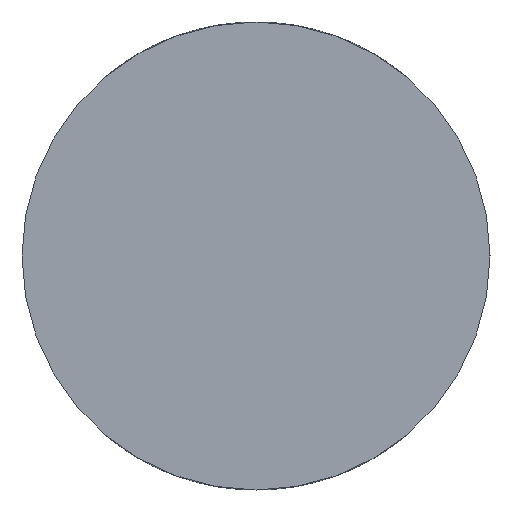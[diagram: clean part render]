
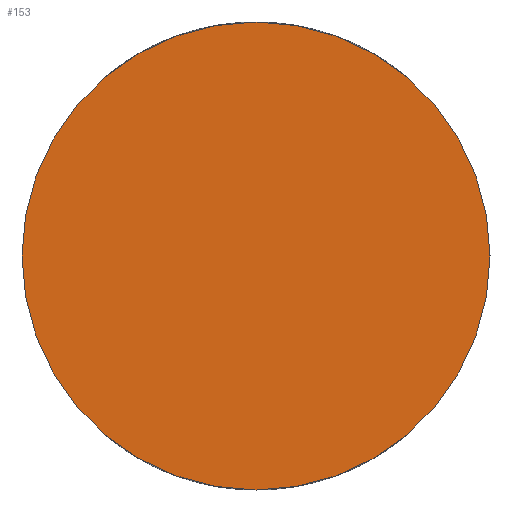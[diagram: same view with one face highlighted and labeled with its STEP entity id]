
A CAD part, left-side view. The second image highlights one B-rep face of the part: STEP entity #153.
In plain terms, the highlighted planar face has unit normal (-1, 0, 0).
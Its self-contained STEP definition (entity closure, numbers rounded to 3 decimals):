
#130=CARTESIAN_POINT('Axis2P3D Location',(0.,0.,0.)) ;
#135=CARTESIAN_POINT('Axis2P3D Location',(0.,0.,0.)) ;
#139=CARTESIAN_POINT('Vertex',(0.,-6.,0.)) ;
#141=CARTESIAN_POINT('Vertex',(0.,6.,0.)) ;
#144=CARTESIAN_POINT('Axis2P3D Location',(0.,0.,0.)) ;
#131=DIRECTION('Axis2P3D Direction',(1.,0.,0.)) ;
#132=DIRECTION('Axis2P3D XDirection',(0.,1.,0.)) ;
#136=DIRECTION('Axis2P3D Direction',(1.,0.,0.)) ;
#145=DIRECTION('Axis2P3D Direction',(1.,0.,0.)) ;
#133=AXIS2_PLACEMENT_3D('Plane Axis2P3D',#130,#131,#132) ;
#137=AXIS2_PLACEMENT_3D('Circle Axis2P3D',#135,#136,$) ;
#146=AXIS2_PLACEMENT_3D('Circle Axis2P3D',#144,#145,$) ;
#150=ORIENTED_EDGE('',*,*,#143,.F.) ;
#151=ORIENTED_EDGE('',*,*,#148,.F.) ;
#153=ADVANCED_FACE('Corps principal',(#152),#134,.F.) ;
#138=CIRCLE('generated circle',#137,6.) ;
#147=CIRCLE('generated circle',#146,6.) ;
#143=EDGE_CURVE('',#140,#142,#138,.T.) ;
#148=EDGE_CURVE('',#142,#140,#147,.T.) ;
#149=EDGE_LOOP('',(#150,#151)) ;
#152=FACE_OUTER_BOUND('',#149,.T.) ;
#134=PLANE('Plane',#133) ;
#140=VERTEX_POINT('',#139) ;
#142=VERTEX_POINT('',#141) ;
